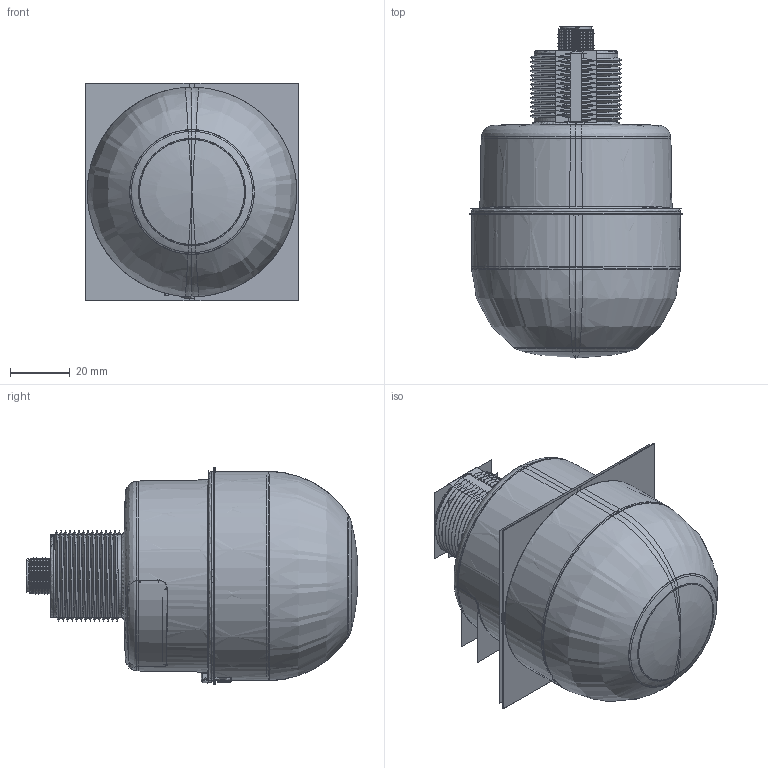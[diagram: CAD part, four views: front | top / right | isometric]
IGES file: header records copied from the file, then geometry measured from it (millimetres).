
Start section:  PTC IGES file: 226836.igs
Global section: file name: 226836.igs; native system: Creo Parametric by PTC Inc.; preprocessor: 2019292; author: PDMAdmin; organization: Unknown; date: 20220711.101214; units: millimetre
Bounding box: 71.4 x 110.88 x 72.8 mm (x, y, z)
Volume: 252118 mm3; surface area: 145686 mm2
Topology: 1 solids, 1 shells, 734 faces, 3731 edges, 4688 vertices
Faces by surface type: revolution 376, bspline 358
